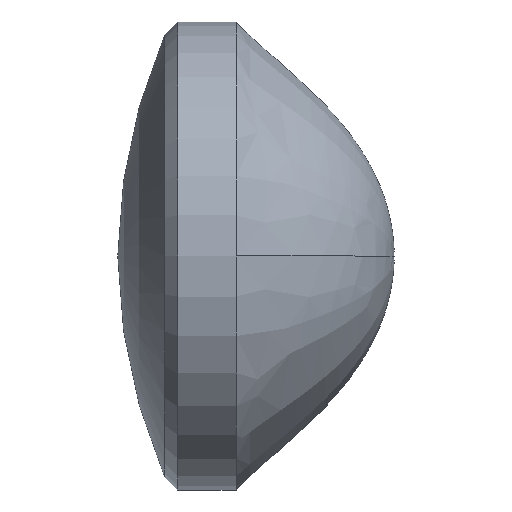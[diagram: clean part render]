
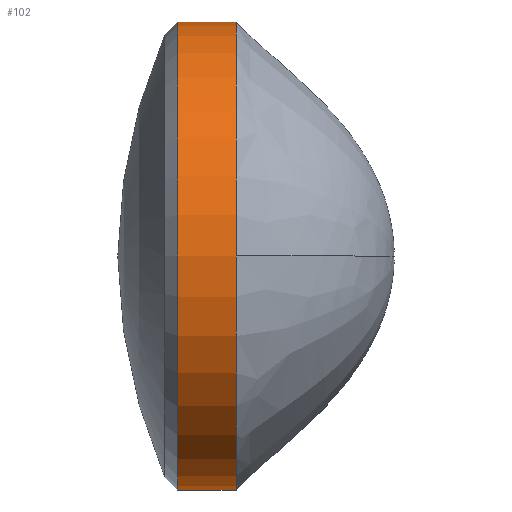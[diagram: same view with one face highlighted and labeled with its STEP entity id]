
A CAD part, left-side view. The second image highlights one B-rep face of the part: STEP entity #102.
In plain terms, the highlighted cylindrical face has radius 6.35 mm (diameter 12.7 mm), a partial arc.
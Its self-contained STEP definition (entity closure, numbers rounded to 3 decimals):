
#14 = AXIS2_PLACEMENT_3D ( 'NONE', #174, #175, #176 ) ;
#16 = AXIS2_PLACEMENT_3D ( 'NONE', #177, #178, #179 ) ;
#19 = VECTOR ( 'NONE', #183, 1000. ) ;
#21 = VECTOR ( 'NONE', #189, 1000. ) ;
#24 = AXIS2_PLACEMENT_3D ( 'NONE', #319, #320, #321 ) ;
#25 = FACE_OUTER_BOUND ( 'NONE', #145, .T. ) ;
#26 = CYLINDRICAL_SURFACE ( 'NONE', #24, 6.35 ) ;
#33 = AXIS2_PLACEMENT_3D ( 'NONE', #492, #493, #494 ) ;
#83 = CIRCLE ( 'NONE', #33, 6.35 ) ;
#91 = CIRCLE ( 'NONE', #16, 6.35 ) ;
#92 = CIRCLE ( 'NONE', #14, 6.35 ) ;
#94 = EDGE_CURVE ( 'NONE', #143, #137, #92, .T. ) ;
#95 = EDGE_CURVE ( 'NONE', #142, #141, #91, .T. ) ;
#96 = EDGE_CURVE ( 'NONE', #142, #138, #181, .T. ) ;
#98 = EDGE_CURVE ( 'NONE', #141, #143, #187, .T. ) ;
#102 = ADVANCED_FACE ( 'NONE', ( #25 ), #26, .T. ) ;
#110 = EDGE_CURVE ( 'NONE', #137, #138, #83, .T. ) ;
#137 = VERTEX_POINT ( 'NONE', #544 ) ;
#138 = VERTEX_POINT ( 'NONE', #545 ) ;
#141 = VERTEX_POINT ( 'NONE', #548 ) ;
#142 = VERTEX_POINT ( 'NONE', #549 ) ;
#143 = VERTEX_POINT ( 'NONE', #550 ) ;
#145 = EDGE_LOOP ( 'NONE', ( #156, #157, #155, #159, #158 ) ) ;
#155 = ORIENTED_EDGE ( 'NONE', *, *, #96, .T. ) ;
#156 = ORIENTED_EDGE ( 'NONE', *, *, #98, .F. ) ;
#157 = ORIENTED_EDGE ( 'NONE', *, *, #95, .F. ) ;
#158 = ORIENTED_EDGE ( 'NONE', *, *, #94, .F. ) ;
#159 = ORIENTED_EDGE ( 'NONE', *, *, #110, .F. ) ;
#174 = CARTESIAN_POINT ( 'NONE',  ( 0., 4.291, 0. ) ) ;
#175 = DIRECTION ( 'NONE',  ( 0., -1., 0. ) ) ;
#176 = DIRECTION ( 'NONE',  ( 0., 0., -1. ) ) ;
#177 = CARTESIAN_POINT ( 'NONE',  ( 0., 5.871, 0. ) ) ;
#178 = DIRECTION ( 'NONE',  ( 0., 1., 0. ) ) ;
#179 = DIRECTION ( 'NONE',  ( 0., 0., 1. ) ) ;
#181 = LINE ( 'NONE', #182, #19 ) ;
#182 = CARTESIAN_POINT ( 'NONE',  ( 0., 0., -6.35 ) ) ;
#183 = DIRECTION ( 'NONE',  ( 0., -1., 0. ) ) ;
#187 = LINE ( 'NONE', #188, #21 ) ;
#188 = CARTESIAN_POINT ( 'NONE',  ( 0., 0., 6.35 ) ) ;
#189 = DIRECTION ( 'NONE',  ( 0., -1., 0. ) ) ;
#319 = CARTESIAN_POINT ( 'NONE',  ( 0., 0., 0. ) ) ;
#320 = DIRECTION ( 'NONE',  ( 0., -1., 0. ) ) ;
#321 = DIRECTION ( 'NONE',  ( 0., 0., -1. ) ) ;
#492 = CARTESIAN_POINT ( 'NONE',  ( 0., 4.291, 0. ) ) ;
#493 = DIRECTION ( 'NONE',  ( 0., -1., 0. ) ) ;
#494 = DIRECTION ( 'NONE',  ( 0., 0., -1. ) ) ;
#544 = CARTESIAN_POINT ( 'NONE',  ( -6.35, 4.291, 0. ) ) ;
#545 = CARTESIAN_POINT ( 'NONE',  ( 0., 4.291, -6.35 ) ) ;
#548 = CARTESIAN_POINT ( 'NONE',  ( 0., 5.871, 6.35 ) ) ;
#549 = CARTESIAN_POINT ( 'NONE',  ( 0., 5.871, -6.35 ) ) ;
#550 = CARTESIAN_POINT ( 'NONE',  ( 0., 4.291, 6.35 ) ) ;
